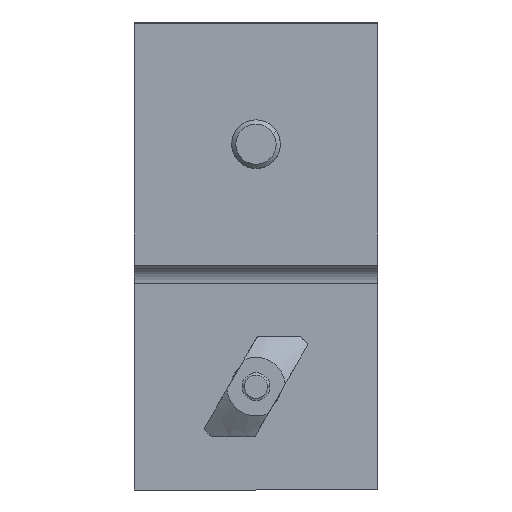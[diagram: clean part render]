
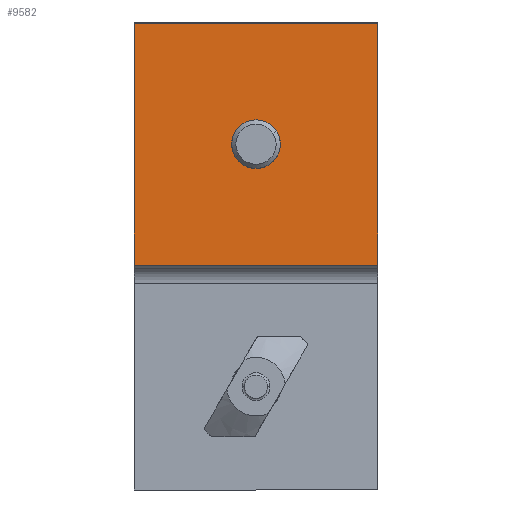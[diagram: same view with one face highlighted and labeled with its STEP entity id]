
A CAD part, front view. The second image highlights one B-rep face of the part: STEP entity #9582.
In plain terms, the highlighted planar face has unit normal (0, -1, 0).
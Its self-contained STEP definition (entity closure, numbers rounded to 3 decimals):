
#317 = DIRECTION ( 'NONE',  ( 0., 1., 0. ) ) ;
#321 = DIRECTION ( 'NONE',  ( -1., 0., 0. ) ) ;
#574 = VECTOR ( 'NONE', #321, 1000. ) ;
#1003 = CARTESIAN_POINT ( 'NONE',  ( 20., -27.55, 39.8 ) ) ;
#1160 = EDGE_CURVE ( 'NONE', #9553, #8870, #7925, .T. ) ;
#1256 = LINE ( 'NONE', #6952, #10689 ) ;
#1341 = CARTESIAN_POINT ( 'NONE',  ( -20., -27.55, 19.9 ) ) ;
#1850 = ORIENTED_EDGE ( 'NONE', *, *, #11324, .T. ) ;
#1983 = CARTESIAN_POINT ( 'NONE',  ( 20., -27.55, 0. ) ) ;
#2021 = CARTESIAN_POINT ( 'NONE',  ( -20., -27.55, 0. ) ) ;
#2131 = CIRCLE ( 'NONE', #4474, 4. ) ;
#2329 = EDGE_LOOP ( 'NONE', ( #6669, #1850, #3126, #5172 ) ) ;
#2744 = CARTESIAN_POINT ( 'NONE',  ( -20., -27.55, 39.8 ) ) ;
#2934 = FACE_OUTER_BOUND ( 'NONE', #2329, .T. ) ;
#3106 = ORIENTED_EDGE ( 'NONE', *, *, #7404, .T. ) ;
#3126 = ORIENTED_EDGE ( 'NONE', *, *, #4151, .T. ) ;
#3220 = CARTESIAN_POINT ( 'NONE',  ( 0., -27.55, 19.9 ) ) ;
#3321 = DIRECTION ( 'NONE',  ( 1., 0., 0. ) ) ;
#3700 = DIRECTION ( 'NONE',  ( 0., 0., -1. ) ) ;
#3793 = EDGE_CURVE ( 'NONE', #7129, #4993, #14000, .T. ) ;
#4075 = AXIS2_PLACEMENT_3D ( 'NONE', #10426, #317, #3700 ) ;
#4151 = EDGE_CURVE ( 'NONE', #14524, #9553, #1256, .T. ) ;
#4257 = DIRECTION ( 'NONE',  ( 0., -1., 0. ) ) ;
#4316 = DIRECTION ( 'NONE',  ( 0., 1., 0. ) ) ;
#4474 = AXIS2_PLACEMENT_3D ( 'NONE', #9951, #4316, #13354 ) ;
#4783 = CARTESIAN_POINT ( 'NONE',  ( 4., -27.55, 19.9 ) ) ;
#4805 = DIRECTION ( 'NONE',  ( 0., 0., -1. ) ) ;
#4993 = VERTEX_POINT ( 'NONE', #10353 ) ;
#5141 = EDGE_CURVE ( 'NONE', #8870, #7536, #10429, .T. ) ;
#5172 = ORIENTED_EDGE ( 'NONE', *, *, #1160, .T. ) ;
#5380 = DIRECTION ( 'NONE',  ( 0., 0., -1. ) ) ;
#6293 = CIRCLE ( 'NONE', #11478, 4. ) ;
#6669 = ORIENTED_EDGE ( 'NONE', *, *, #5141, .T. ) ;
#6741 = CARTESIAN_POINT ( 'NONE',  ( 0., -27.55, 39.8 ) ) ;
#6952 = CARTESIAN_POINT ( 'NONE',  ( 0., -27.55, 0. ) ) ;
#7129 = VERTEX_POINT ( 'NONE', #9771 ) ;
#7261 = AXIS2_PLACEMENT_3D ( 'NONE', #3220, #4257, #5380 ) ;
#7404 = EDGE_CURVE ( 'NONE', #4993, #10567, #6293, .T. ) ;
#7451 = FACE_BOUND ( 'NONE', #11153, .T. ) ;
#7536 = VERTEX_POINT ( 'NONE', #2744 ) ;
#7925 = LINE ( 'NONE', #9102, #13035 ) ;
#8012 = VECTOR ( 'NONE', #4805, 1000. ) ;
#8870 = VERTEX_POINT ( 'NONE', #1003 ) ;
#9102 = CARTESIAN_POINT ( 'NONE',  ( 20., -27.55, 19.9 ) ) ;
#9171 = DIRECTION ( 'NONE',  ( 0., 0., 1. ) ) ;
#9526 = CARTESIAN_POINT ( 'NONE',  ( 0., -27.55, 19.9 ) ) ;
#9553 = VERTEX_POINT ( 'NONE', #1983 ) ;
#9582 = ADVANCED_FACE ( 'NONE', ( #2934, #7451 ), #11891, .T. ) ;
#9771 = CARTESIAN_POINT ( 'NONE',  ( 0., -27.55, 15.9 ) ) ;
#9909 = ORIENTED_EDGE ( 'NONE', *, *, #3793, .T. ) ;
#9951 = CARTESIAN_POINT ( 'NONE',  ( 0., -27.55, 19.9 ) ) ;
#10353 = CARTESIAN_POINT ( 'NONE',  ( -4., -27.55, 19.9 ) ) ;
#10426 = CARTESIAN_POINT ( 'NONE',  ( 0., -27.55, 19.9 ) ) ;
#10429 = LINE ( 'NONE', #6741, #574 ) ;
#10567 = VERTEX_POINT ( 'NONE', #4783 ) ;
#10689 = VECTOR ( 'NONE', #3321, 1000. ) ;
#11153 = EDGE_LOOP ( 'NONE', ( #12099, #9909, #3106 ) ) ;
#11324 = EDGE_CURVE ( 'NONE', #7536, #14524, #11464, .T. ) ;
#11464 = LINE ( 'NONE', #1341, #8012 ) ;
#11478 = AXIS2_PLACEMENT_3D ( 'NONE', #9526, #11763, #12055 ) ;
#11763 = DIRECTION ( 'NONE',  ( 0., 1., 0. ) ) ;
#11891 = PLANE ( 'NONE',  #7261 ) ;
#12055 = DIRECTION ( 'NONE',  ( 0., 0., -1. ) ) ;
#12099 = ORIENTED_EDGE ( 'NONE', *, *, #13122, .T. ) ;
#13035 = VECTOR ( 'NONE', #9171, 1000. ) ;
#13122 = EDGE_CURVE ( 'NONE', #10567, #7129, #2131, .T. ) ;
#13354 = DIRECTION ( 'NONE',  ( 0., 0., -1. ) ) ;
#14000 = CIRCLE ( 'NONE', #4075, 4. ) ;
#14524 = VERTEX_POINT ( 'NONE', #2021 ) ;
